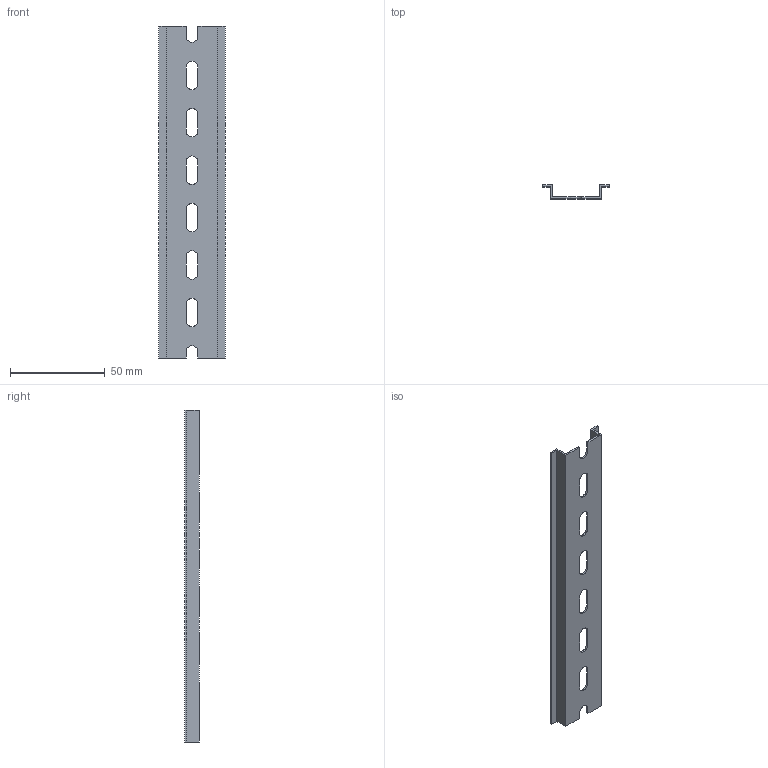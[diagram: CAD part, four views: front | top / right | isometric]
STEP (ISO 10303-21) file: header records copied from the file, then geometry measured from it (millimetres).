
FILE_DESCRIPTION(('STEP AP214'),'1');
FILE_NAME('70251508.stp','2018-01-16T13:38:24',('TraceParts'),('TraceParts S.A.'),'Spatial InterOp 3D',' ',' ');
FILE_SCHEMA(('automotive_design'));
Length unit declared in the file: millimetre
Products named in the file (1): 70251508
Bounding box: 35 x 7.5 x 175 mm (x, y, z)
Volume: 7806.7 mm3; surface area: 16306.6 mm2
Topology: 1 solids, 1 shells, 60 faces, 174 edges, 116 vertices
Faces by surface type: plane 32, cylinder 28
Entity records: 2522 total; most frequent: DIRECTION 352, CARTESIAN_POINT 351, ORIENTED_EDGE 348, EDGE_CURVE 174, LINE 118, VECTOR 118, AXIS2_PLACEMENT_3D 117, VERTEX_POINT 116
